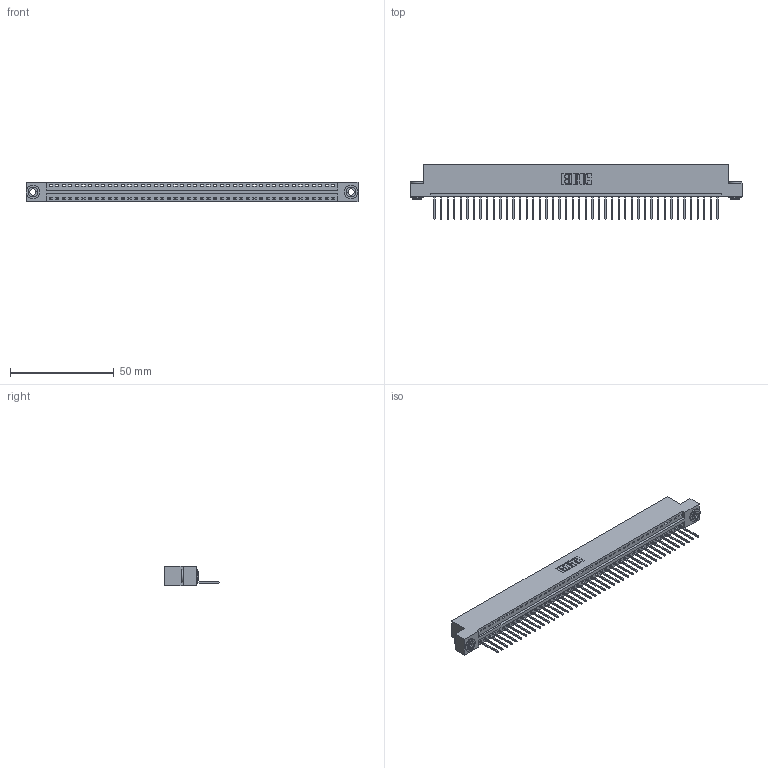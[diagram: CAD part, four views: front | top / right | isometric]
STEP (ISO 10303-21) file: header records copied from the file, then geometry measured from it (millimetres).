
FILE_DESCRIPTION (( 'STEP AP203' ), '1' );
FILE_NAME ('396-044-522-103.STEP', '2018-09-07T03:35:18', ( '' ), ( '' ), 'SwSTEP 2.0', 'SolidWorks 2016', '' );
FILE_SCHEMA (( 'CONFIG_CONTROL_DESIGN' ));
Length unit declared in the file: inch
Products named in the file (4): 396-044-522-103; 346 Part_Flush Mounting Lugs - 0.156 Dia-TH; 345-292-001_345-293-122; 345-250-002_345-250-002-102
Assembly tree (47 placements, depth 2):
  396-044-522-103
    346 Part_Flush Mounting Lugs - 0.156 Dia-TH
    345-292-001_345-293-122  x44
    345-250-002_345-250-002-102  x2
Bounding box: 160.27 x 26.42 x 9.4 mm (x, y, z)
Volume: 15380.4 mm3; surface area: 19626.3 mm2
Topology: 47 solids, 47 shells, 2712 faces, 8149 edges, 5370 vertices
Faces by surface type: plane 1846, cylinder 858, cone 8
Entity records: 27706 total; most frequent: CARTESIAN_POINT 4727, ORIENTED_EDGE 4698, DIRECTION 4199, EDGE_CURVE 2349, VECTOR 2017, LINE 2017, VERTEX_POINT 1562, AXIS2_PLACEMENT_3D 1091
